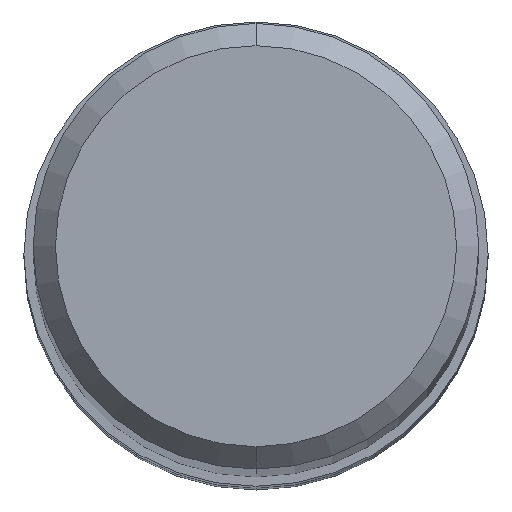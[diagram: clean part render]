
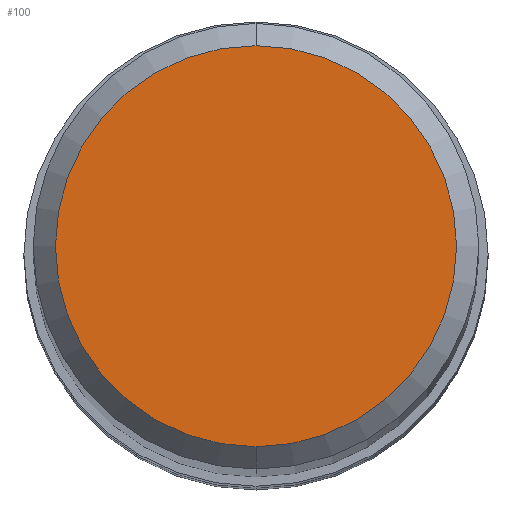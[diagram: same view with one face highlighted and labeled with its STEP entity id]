
A CAD part, top view. The second image highlights one B-rep face of the part: STEP entity #100.
In plain terms, the highlighted planar face has unit normal (0, 0, 1).
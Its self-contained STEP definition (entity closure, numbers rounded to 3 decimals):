
#94=VERTEX_POINT('',#232);
#100=ADVANCED_FACE('',(#238),#239,.T.);
#120=EDGE_CURVE('',#94,#202,#263,.T.);
#152=EDGE_CURVE('',#202,#94,#299,.T.);
#202=VERTEX_POINT('',#355);
#232=CARTESIAN_POINT('',(0.,-5.4,0.0));
#238=FACE_OUTER_BOUND('',#383,.T.);
#239=PLANE('',#384);
#263=CIRCLE('',#416,5.4);
#299=CIRCLE('',#458,5.4);
#355=CARTESIAN_POINT('',(0.0,5.4,0.0));
#383=EDGE_LOOP('',(#551,#552));
#384=AXIS2_PLACEMENT_3D('',#553,#554,#555);
#416=AXIS2_PLACEMENT_3D('',#596,#597,#598);
#458=AXIS2_PLACEMENT_3D('',#635,#636,#637);
#551=ORIENTED_EDGE('',*,*,#152,.F.);
#552=ORIENTED_EDGE('',*,*,#120,.F.);
#553=CARTESIAN_POINT('',(0.0,2.7,0.0));
#554=DIRECTION('',(-0.0,0.0,1.0));
#555=DIRECTION('',(0.0,-1.0,0.0));
#596=CARTESIAN_POINT('',(0.0,0.0,0.0));
#597=DIRECTION('',(0.0,0.0,-1.0));
#598=DIRECTION('',(0.0,1.0,0.0));
#635=CARTESIAN_POINT('',(0.0,0.0,0.0));
#636=DIRECTION('',(0.0,0.0,-1.0));
#637=DIRECTION('',(0.0,1.0,0.0));
